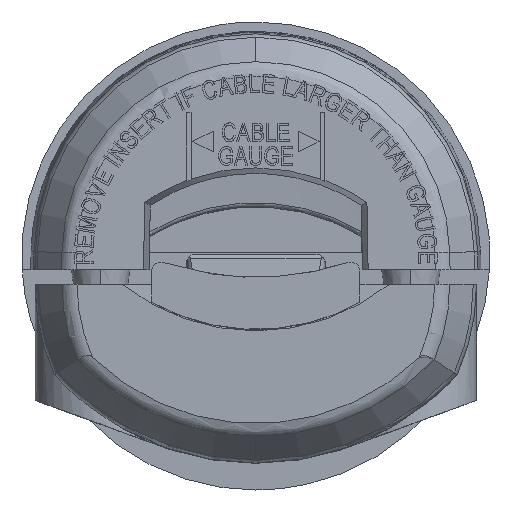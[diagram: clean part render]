
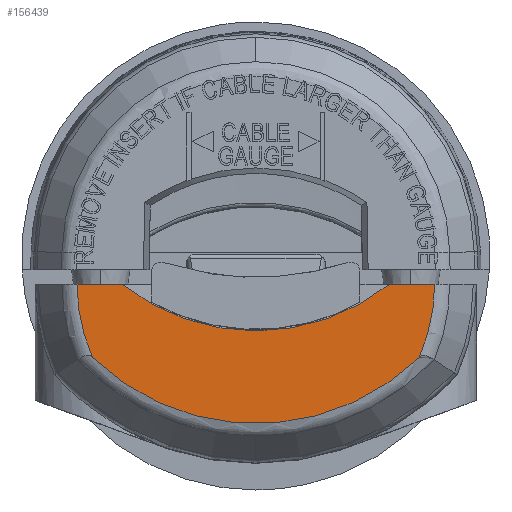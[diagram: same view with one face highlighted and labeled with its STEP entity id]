
A CAD part, top view. The second image highlights one B-rep face of the part: STEP entity #156439.
In plain terms, the highlighted planar face has unit normal (0, 0, 1).
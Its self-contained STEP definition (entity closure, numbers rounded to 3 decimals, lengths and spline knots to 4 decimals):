
#1947 = CARTESIAN_POINT ( 'NONE',  ( 0., 0.2232, 2.596 ) ) ;
#2874 = CARTESIAN_POINT ( 'NONE',  ( -0.4502, -0.097, 2.596 ) ) ;
#15135 = LINE ( 'NONE', #143046, #199370 ) ;
#16971 = AXIS2_PLACEMENT_3D ( 'NONE', #130690, #197681, #51021 ) ;
#17880 = FACE_OUTER_BOUND ( 'NONE', #167179, .T. ) ;
#19949 = PLANE ( 'NONE',  #46753 ) ;
#23127 = DIRECTION ( 'NONE',  ( 0., 0., 1. ) ) ;
#29670 = VERTEX_POINT ( 'NONE', #2874 ) ;
#32694 = CARTESIAN_POINT ( 'NONE',  ( 0.5509, -0.3433, 2.596 ) ) ;
#46753 = AXIS2_PLACEMENT_3D ( 'NONE', #98557, #83849, #147851 ) ;
#49332 = EDGE_CURVE ( 'NONE', #29670, #128670, #107282, .T. ) ;
#50528 = CARTESIAN_POINT ( 'NONE',  ( -0.5283, -0.097, 2.596 ) ) ;
#51021 = DIRECTION ( 'NONE',  ( 0., -1., 0. ) ) ;
#51572 = CARTESIAN_POINT ( 'NONE',  ( 0., -0.097, 2.596 ) ) ;
#58099 = CIRCLE ( 'NONE', #192043, 0.6035 ) ;
#61861 = ORIENTED_EDGE ( 'NONE', *, *, #179394, .F. ) ;
#66905 = VERTEX_POINT ( 'NONE', #138273 ) ;
#67511 = EDGE_CURVE ( 'NONE', #128670, #66905, #141137, .T. ) ;
#71934 = AXIS2_PLACEMENT_3D ( 'NONE', #1947, #126746, #144549 ) ;
#73347 = CIRCLE ( 'NONE', #89965, 0.6035 ) ;
#78520 = EDGE_CURVE ( 'NONE', #94496, #142089, #105440, .T. ) ;
#81947 = LINE ( 'NONE', #50528, #157921 ) ;
#83849 = DIRECTION ( 'NONE',  ( 0., 0., 1. ) ) ;
#84945 = ORIENTED_EDGE ( 'NONE', *, *, #49332, .F. ) ;
#89965 = AXIS2_PLACEMENT_3D ( 'NONE', #51572, #163762, #150089 ) ;
#90070 = DIRECTION ( 'NONE',  ( 0., 0., 1. ) ) ;
#94496 = VERTEX_POINT ( 'NONE', #131377 ) ;
#98557 = CARTESIAN_POINT ( 'NONE',  ( -0.6232, -0.8988, 2.596 ) ) ;
#101344 = EDGE_CURVE ( 'NONE', #178457, #66905, #15135, .T. ) ;
#105440 = CIRCLE ( 'NONE', #71934, 0.7903 ) ;
#107282 = CIRCLE ( 'NONE', #16971, 0.724 ) ;
#116414 = DIRECTION ( 'NONE',  ( 1., 0., 0. ) ) ;
#119474 = CARTESIAN_POINT ( 'NONE',  ( 0., 0.47, 2.596 ) ) ;
#121528 = DIRECTION ( 'NONE',  ( 0., -1., 0. ) ) ;
#123072 = CARTESIAN_POINT ( 'NONE',  ( 0., -0.254, 2.596 ) ) ;
#126746 = DIRECTION ( 'NONE',  ( 0., 0., 1. ) ) ;
#128670 = VERTEX_POINT ( 'NONE', #123072 ) ;
#130690 = CARTESIAN_POINT ( 'NONE',  ( 0., 0.47, 2.596 ) ) ;
#131377 = CARTESIAN_POINT ( 'NONE',  ( -0.5509, -0.3433, 2.596 ) ) ;
#138273 = CARTESIAN_POINT ( 'NONE',  ( 0.4502, -0.097, 2.596 ) ) ;
#141137 = CIRCLE ( 'NONE', #194674, 0.724 ) ;
#142089 = VERTEX_POINT ( 'NONE', #32694 ) ;
#142382 = CARTESIAN_POINT ( 'NONE',  ( -0.6035, -0.097, 2.596 ) ) ;
#143046 = CARTESIAN_POINT ( 'NONE',  ( 0., -0.097, 2.596 ) ) ;
#144549 = DIRECTION ( 'NONE',  ( 1., 0., 0. ) ) ;
#147851 = DIRECTION ( 'NONE',  ( 1., 0., 0. ) ) ;
#150089 = DIRECTION ( 'NONE',  ( 1., 0., 0. ) ) ;
#155309 = DIRECTION ( 'NONE',  ( -1., 0., 0. ) ) ;
#156439 = ADVANCED_FACE ( 'NONE', ( #17880 ), #19949, .T. ) ;
#157921 = VECTOR ( 'NONE', #180466, 39.3701 ) ;
#162011 = VERTEX_POINT ( 'NONE', #142382 ) ;
#162643 = CARTESIAN_POINT ( 'NONE',  ( 0., -0.097, 2.596 ) ) ;
#163762 = DIRECTION ( 'NONE',  ( 0., 0., 1. ) ) ;
#165887 = ORIENTED_EDGE ( 'NONE', *, *, #170162, .T. ) ;
#167179 = EDGE_LOOP ( 'NONE', ( #181045, #175387, #165887, #172231, #167950, #84945, #61861 ) ) ;
#167950 = ORIENTED_EDGE ( 'NONE', *, *, #67511, .F. ) ;
#170162 = EDGE_CURVE ( 'NONE', #142089, #178457, #73347, .T. ) ;
#172231 = ORIENTED_EDGE ( 'NONE', *, *, #101344, .T. ) ;
#175387 = ORIENTED_EDGE ( 'NONE', *, *, #78520, .T. ) ;
#178457 = VERTEX_POINT ( 'NONE', #187295 ) ;
#179394 = EDGE_CURVE ( 'NONE', #162011, #29670, #81947, .T. ) ;
#180466 = DIRECTION ( 'NONE',  ( 1., 0., 0. ) ) ;
#181045 = ORIENTED_EDGE ( 'NONE', *, *, #198549, .T. ) ;
#187295 = CARTESIAN_POINT ( 'NONE',  ( 0.6035, -0.097, 2.596 ) ) ;
#192043 = AXIS2_PLACEMENT_3D ( 'NONE', #162643, #23127, #116414 ) ;
#194674 = AXIS2_PLACEMENT_3D ( 'NONE', #119474, #90070, #121528 ) ;
#197681 = DIRECTION ( 'NONE',  ( 0., 0., 1. ) ) ;
#198549 = EDGE_CURVE ( 'NONE', #162011, #94496, #58099, .T. ) ;
#199370 = VECTOR ( 'NONE', #155309, 39.3701 ) ;
